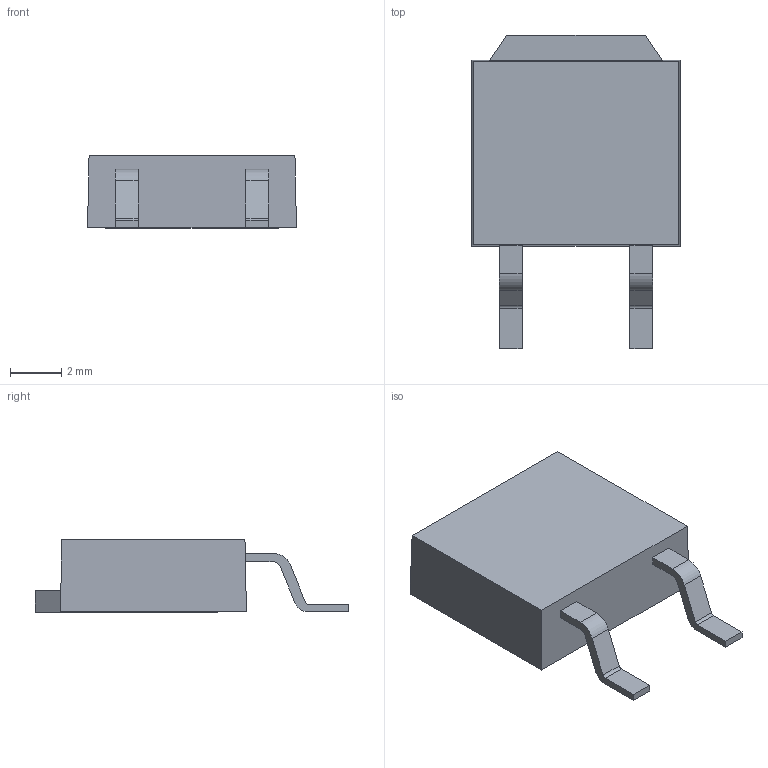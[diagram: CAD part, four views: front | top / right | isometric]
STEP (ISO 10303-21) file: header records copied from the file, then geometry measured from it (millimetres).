
FILE_DESCRIPTION(/* description */ ('Unknown'),/* implementation_level */ '2;1');
FILE_NAME(/* name */ 'PWR163S-25-4R00JE',/* time_stamp */ '2023-02-13T09:53:15+02:00',/* author */ ('Unknown'),/* organization */ ('Unknown'),/* preprocessor_version */ 'ST-DEVELOPER v18.1',/* originating_system */ 'Solid Edge',/* authorisation */ 'Unknown');
FILE_SCHEMA (('AUTOMOTIVE_DESIGN {1 0 10303 214 3 1 1}'));
Length unit declared in the file: millimetre
Products named in the file (1): PWR163S-25-4R00JE
Bounding box: 8.13 x 12.2 x 2.82 mm (x, y, z)
Volume: 171 mm3; surface area: 240.1 mm2
Topology: 1 solids, 1 shells, 40 faces, 106 edges, 70 vertices
Faces by surface type: plane 32, cylinder 8
Entity records: 1534 total; most frequent: CARTESIAN_POINT 217, ORIENTED_EDGE 212, DIRECTION 204, EDGE_CURVE 106, LINE 90, VECTOR 90, VERTEX_POINT 70, AXIS2_PLACEMENT_3D 57
